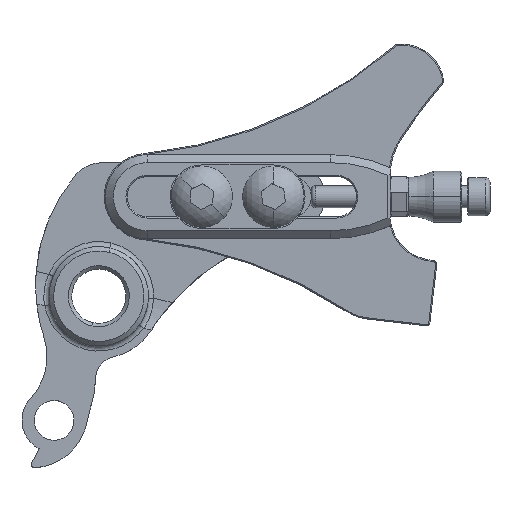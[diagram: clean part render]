
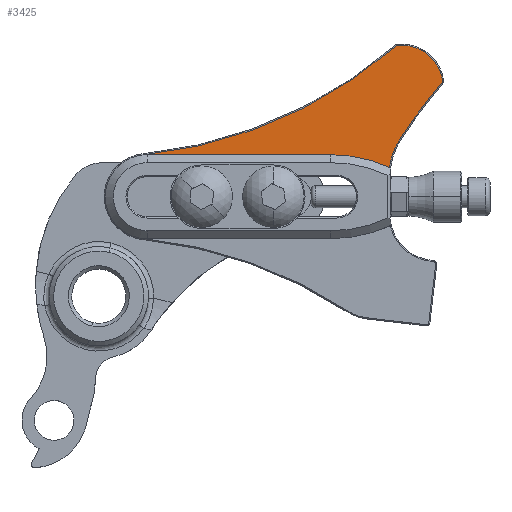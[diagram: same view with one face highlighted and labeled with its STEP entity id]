
A CAD part, top view. The second image highlights one B-rep face of the part: STEP entity #3425.
In plain terms, the highlighted face is planar.
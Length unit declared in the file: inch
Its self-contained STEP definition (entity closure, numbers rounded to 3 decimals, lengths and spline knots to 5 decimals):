
#30 = DIRECTION ( 'NONE',  ( 0., 0., 1. ) ) ;
#34 = CARTESIAN_POINT ( 'NONE',  ( -2.09288, 1.82348, -0.09843 ) ) ;
#64 = CARTESIAN_POINT ( 'NONE',  ( 0.12344, 0.3488, -0.09843 ) ) ;
#191 = AXIS2_PLACEMENT_3D ( 'NONE', #4035, #30, #3705 ) ;
#355 = CIRCLE ( 'NONE', #2382, 0.61 ) ;
#366 = CARTESIAN_POINT ( 'NONE',  ( 0.12344, 0.3488, -0.09843 ) ) ;
#444 = AXIS2_PLACEMENT_3D ( 'NONE', #4347, #1064, #2846 ) ;
#472 = AXIS2_PLACEMENT_3D ( 'NONE', #4376, #773, #4956 ) ;
#508 = CARTESIAN_POINT ( 'NONE',  ( -1.91255, 1.08199, -0.09843 ) ) ;
#677 = VERTEX_POINT ( 'NONE', #3841 ) ;
#688 = ORIENTED_EDGE ( 'NONE', *, *, #2164, .T. ) ;
#773 = DIRECTION ( 'NONE',  ( 0., 0., 1. ) ) ;
#816 = VERTEX_POINT ( 'NONE', #1028 ) ;
#892 = CIRCLE ( 'NONE', #7720, 0.37 ) ;
#921 = EDGE_CURVE ( 'NONE', #4856, #4329, #1202, .T. ) ;
#1028 = CARTESIAN_POINT ( 'NONE',  ( -1.92958, 1.2251, -0.09843 ) ) ;
#1062 = CIRCLE ( 'NONE', #1213, 0.61 ) ;
#1064 = DIRECTION ( 'NONE',  ( 0., 0., -1. ) ) ;
#1129 = CIRCLE ( 'NONE', #2496, 0.365 ) ;
#1168 = ORIENTED_EDGE ( 'NONE', *, *, #921, .F. ) ;
#1202 = CIRCLE ( 'NONE', #1627, 0.02 ) ;
#1213 = AXIS2_PLACEMENT_3D ( 'NONE', #6741, #3135, #7330 ) ;
#1385 = ORIENTED_EDGE ( 'NONE', *, *, #6878, .F. ) ;
#1492 = DIRECTION ( 'NONE',  ( 0., 0., -1. ) ) ;
#1563 = VERTEX_POINT ( 'NONE', #5088 ) ;
#1584 = ORIENTED_EDGE ( 'NONE', *, *, #1826, .T. ) ;
#1627 = AXIS2_PLACEMENT_3D ( 'NONE', #34, #4840, #6654 ) ;
#1643 = DIRECTION ( 'NONE',  ( 0., 0., 1. ) ) ;
#1710 = CIRCLE ( 'NONE', #3285, 0.02 ) ;
#1826 = EDGE_CURVE ( 'NONE', #4986, #677, #2538, .T. ) ;
#1848 = CIRCLE ( 'NONE', #444, 4.01 ) ;
#2015 = DIRECTION ( 'NONE',  ( 0., 0., 1. ) ) ;
#2017 = EDGE_CURVE ( 'NONE', #5734, #1563, #1848, .T. ) ;
#2164 = EDGE_CURVE ( 'NONE', #5734, #3248, #892, .T. ) ;
#2243 = ORIENTED_EDGE ( 'NONE', *, *, #2017, .F. ) ;
#2382 = AXIS2_PLACEMENT_3D ( 'NONE', #3357, #7548, #3970 ) ;
#2496 = AXIS2_PLACEMENT_3D ( 'NONE', #5592, #2015, #6207 ) ;
#2497 = CIRCLE ( 'NONE', #472, 0.02 ) ;
#2515 = CARTESIAN_POINT ( 'NONE',  ( 0., 0., -0.09843 ) ) ;
#2538 = CIRCLE ( 'NONE', #191, 1.27 ) ;
#2846 = DIRECTION ( 'NONE',  ( 1., 0., 0. ) ) ;
#2885 = EDGE_CURVE ( 'NONE', #3248, #4986, #7471, .T. ) ;
#2921 = ORIENTED_EDGE ( 'NONE', *, *, #6735, .F. ) ;
#3135 = DIRECTION ( 'NONE',  ( 0., 0., -1. ) ) ;
#3248 = VERTEX_POINT ( 'NONE', #64 ) ;
#3285 = AXIS2_PLACEMENT_3D ( 'NONE', #5850, #6268, #6372 ) ;
#3357 = CARTESIAN_POINT ( 'NONE',  ( -2.52255, 1.08199, -0.09843 ) ) ;
#3390 = ORIENTED_EDGE ( 'NONE', *, *, #3650, .F. ) ;
#3425 = ADVANCED_FACE ( 'NONE', ( #5843 ), #5400, .T. ) ;
#3544 = VERTEX_POINT ( 'NONE', #508 ) ;
#3650 = EDGE_CURVE ( 'NONE', #1563, #5408, #1710, .T. ) ;
#3705 = DIRECTION ( 'NONE',  ( 1., 0., 0. ) ) ;
#3841 = CARTESIAN_POINT ( 'NONE',  ( -1.92587, 0.95522, -0.09843 ) ) ;
#3970 = DIRECTION ( 'NONE',  ( 1., 0., 0. ) ) ;
#4035 = CARTESIAN_POINT ( 'NONE',  ( -1.82061, -0.31041, -0.09843 ) ) ;
#4150 = ORIENTED_EDGE ( 'NONE', *, *, #6838, .F. ) ;
#4284 = EDGE_LOOP ( 'NONE', ( #4150, #2921, #1168, #7648, #3390, #2243, #688, #7263, #1584, #1385, #5913 ) ) ;
#4329 = VERTEX_POINT ( 'NONE', #6482 ) ;
#4347 = CARTESIAN_POINT ( 'NONE',  ( 1.86338, 3.96386, -0.09843 ) ) ;
#4376 = CARTESIAN_POINT ( 'NONE',  ( -2.09288, 1.82348, -0.09843 ) ) ;
#4443 = DIRECTION ( 'NONE',  ( -0.943, 0.334, 0. ) ) ;
#4507 = AXIS2_PLACEMENT_3D ( 'NONE', #5065, #1492, #5675 ) ;
#4769 = CARTESIAN_POINT ( 'NONE',  ( -1.39692, 0.88683, -0.09843 ) ) ;
#4840 = DIRECTION ( 'NONE',  ( 0., 0., 1. ) ) ;
#4856 = VERTEX_POINT ( 'NONE', #7032 ) ;
#4956 = DIRECTION ( 'NONE',  ( 1., 0., 0. ) ) ;
#4986 = VERTEX_POINT ( 'NONE', #4769 ) ;
#5065 = CARTESIAN_POINT ( 'NONE',  ( -6.79974, 0.04969, -0.09843 ) ) ;
#5088 = CARTESIAN_POINT ( 'NONE',  ( -1.62377, 1.98399, -0.09843 ) ) ;
#5400 = PLANE ( 'NONE',  #6250 ) ;
#5408 = VERTEX_POINT ( 'NONE', #7588 ) ;
#5522 = CARTESIAN_POINT ( 'NONE',  ( -2.11159, 1.81642, -0.09843 ) ) ;
#5592 = CARTESIAN_POINT ( 'NONE',  ( -1.78803, 1.66194, -0.09843 ) ) ;
#5675 = DIRECTION ( 'NONE',  ( 1., 0., 0. ) ) ;
#5734 = VERTEX_POINT ( 'NONE', #6812 ) ;
#5843 = FACE_OUTER_BOUND ( 'NONE', #4284, .T. ) ;
#5850 = CARTESIAN_POINT ( 'NONE',  ( -1.64116, 1.97412, -0.09843 ) ) ;
#5865 = DIRECTION ( 'NONE',  ( 1., 0., 0. ) ) ;
#5879 = VECTOR ( 'NONE', #4443, 39.37008 ) ;
#5913 = ORIENTED_EDGE ( 'NONE', *, *, #6177, .F. ) ;
#6124 = CIRCLE ( 'NONE', #4507, 5.01 ) ;
#6125 = DIRECTION ( 'NONE',  ( 0., 0., -1. ) ) ;
#6177 = EDGE_CURVE ( 'NONE', #816, #3544, #1062, .T. ) ;
#6206 = VERTEX_POINT ( 'NONE', #5522 ) ;
#6207 = DIRECTION ( 'NONE',  ( 1., 0., 0. ) ) ;
#6250 = AXIS2_PLACEMENT_3D ( 'NONE', #2515, #6125, #6664 ) ;
#6268 = DIRECTION ( 'NONE',  ( 0., 0., 1. ) ) ;
#6338 = CARTESIAN_POINT ( 'NONE',  ( 0., 0., -0.09843 ) ) ;
#6372 = DIRECTION ( 'NONE',  ( 1., 0., 0. ) ) ;
#6482 = CARTESIAN_POINT ( 'NONE',  ( -2.11288, 1.82348, -0.09843 ) ) ;
#6654 = DIRECTION ( 'NONE',  ( 1., 0., 0. ) ) ;
#6664 = DIRECTION ( 'NONE',  ( 1., 0., 0. ) ) ;
#6735 = EDGE_CURVE ( 'NONE', #4329, #6206, #2497, .T. ) ;
#6741 = CARTESIAN_POINT ( 'NONE',  ( -2.52255, 1.08199, -0.09843 ) ) ;
#6812 = CARTESIAN_POINT ( 'NONE',  ( 0.15741, 0.33485, -0.09843 ) ) ;
#6838 = EDGE_CURVE ( 'NONE', #6206, #816, #6124, .T. ) ;
#6878 = EDGE_CURVE ( 'NONE', #3544, #677, #355, .T. ) ;
#7032 = CARTESIAN_POINT ( 'NONE',  ( -2.11055, 1.83284, -0.09843 ) ) ;
#7263 = ORIENTED_EDGE ( 'NONE', *, *, #2885, .T. ) ;
#7330 = DIRECTION ( 'NONE',  ( 1., 0., 0. ) ) ;
#7367 = EDGE_CURVE ( 'NONE', #5408, #4856, #1129, .T. ) ;
#7471 = LINE ( 'NONE', #366, #5879 ) ;
#7548 = DIRECTION ( 'NONE',  ( 0., 0., -1. ) ) ;
#7588 = CARTESIAN_POINT ( 'NONE',  ( -1.63265, 1.99222, -0.09843 ) ) ;
#7648 = ORIENTED_EDGE ( 'NONE', *, *, #7367, .F. ) ;
#7720 = AXIS2_PLACEMENT_3D ( 'NONE', #6338, #1643, #5865 ) ;
